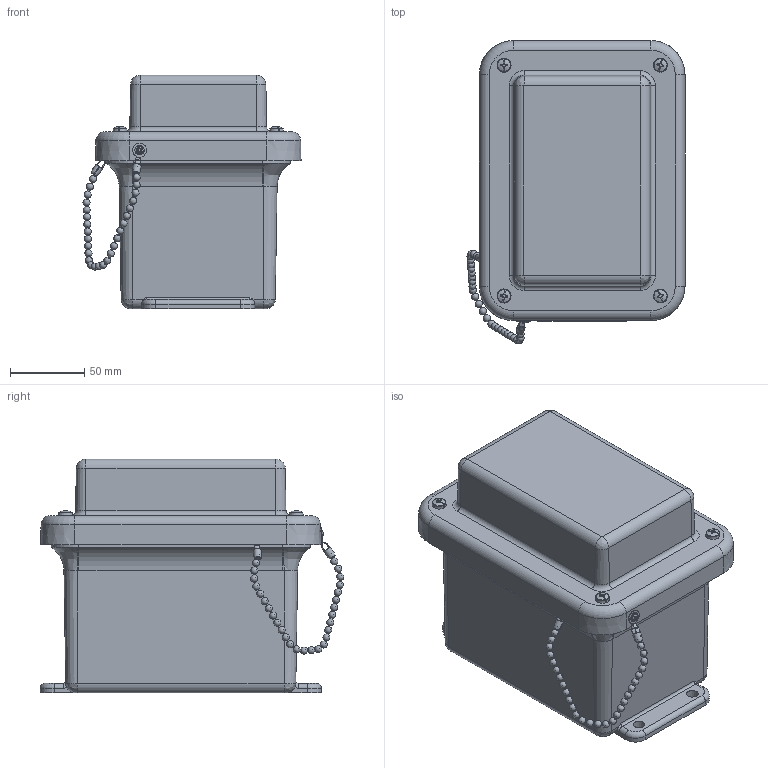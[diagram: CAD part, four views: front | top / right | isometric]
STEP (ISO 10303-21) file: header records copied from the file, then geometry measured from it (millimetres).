
FILE_DESCRIPTION(/* description */ (''),/* implementation_level */ '2;1');
FILE_NAME(/* name */ 'HW-RHJ60405SC.stp',/* time_stamp */ '2014-04-02T09:02:53-05:00',/* author */ ('jtigges'),/* organization */ (''),/* preprocessor_version */ 'ST-DEVELOPER v15.2',/* originating_system */ 'Autodesk Inventor 2014',/* authorisation */ '');
FILE_SCHEMA (('AUTOMOTIVE_DESIGN { 1 0 10303 214 3 1 1 }'));
Length unit declared in the file: inch
Products named in the file (21): J604W_3; RMINS45821P_45; RMINS45821P_46; RMINS45821P_47; RMINS45821P_48; RMINS45821P_49; RMINS45821P_50; RMINS45821P_51; RMINS45821P_52; J604BW; RJ604WCVR; GASKET_604; WP604WU; RMSC10X063PHCPH; RMRIV44; RMWAS283X126X026; RMRIV43; END; CURVED CHAIN_604; 10SS_604RJ; RJ604W_STP
Bounding box: 147.24 x 205.01 x 157.81 mm (x, y, z)
Volume: 545288 mm3; surface area: 281816.1 mm2
Topology: 21 solids, 21 shells, 913 faces, 2290 edges, 1435 vertices
Faces by surface type: cylinder 297, cone 221, plane 208, bspline 97, torus 52, sphere 38
Full cylindrical faces by diameter (mm): 3.175 x2, 3.2 x1, 3.556 x3, 3.683 x4, 3.861 x5, 3.962 x7, 3.967 x80, 4.762 x2, 4.826 x80, 5.537 x4, 6.35 x2, 6.858 x8, 7.188 x1
Entity records: 20224 total; most frequent: CARTESIAN_POINT 7937, DIRECTION 2625, ORIENTED_EDGE 2198, AXIS2_PLACEMENT_3D 1120, EDGE_CURVE 1099, EDGE_LOOP 782, VERTEX_POINT 749, ADVANCED_FACE 562
